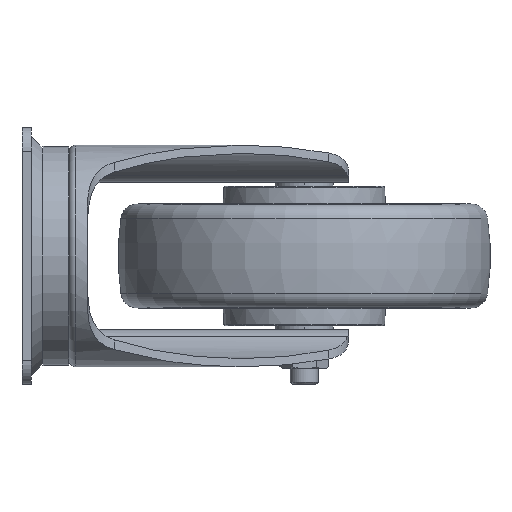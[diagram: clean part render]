
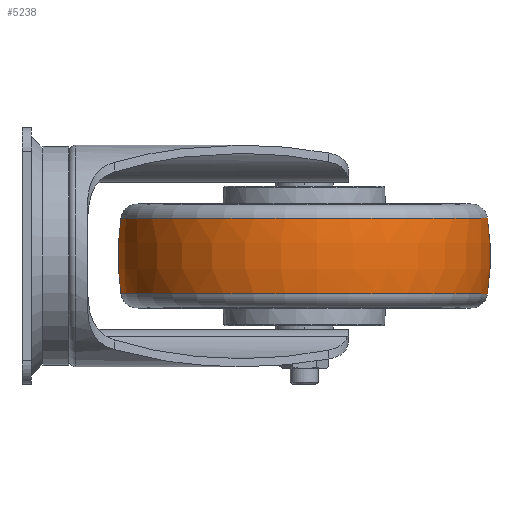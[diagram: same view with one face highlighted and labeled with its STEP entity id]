
A CAD part, left-side view. The second image highlights one B-rep face of the part: STEP entity #5238.
In plain terms, the highlighted toroidal (fillet/blend) face has major radius 30 mm and minor radius 110 mm.
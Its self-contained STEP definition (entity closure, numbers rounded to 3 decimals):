
#618 = CARTESIAN_POINT ( 'NONE',  ( 62., -121., 16.289 ) ) ;
#967 = DIRECTION ( 'NONE',  ( 0.998, 0.071, 0. ) ) ;
#993 = AXIS2_PLACEMENT_3D ( 'NONE', #10899, #8850, #1620 ) ;
#1001 = AXIS2_PLACEMENT_3D ( 'NONE', #5979, #22649, #13533 ) ;
#1620 = DIRECTION ( 'NONE',  ( 0.071, -0.998, 0. ) ) ;
#1664 = CIRCLE ( 'NONE', #17101, 78.787 ) ;
#2795 = EDGE_LOOP ( 'NONE', ( #7619, #16753, #3823, #6607 ) ) ;
#3543 = VERTEX_POINT ( 'NONE', #7618 ) ;
#3823 = ORIENTED_EDGE ( 'NONE', *, *, #7216, .T. ) ;
#4324 = VERTEX_POINT ( 'NONE', #23311 ) ;
#5190 = VERTEX_POINT ( 'NONE', #24050 ) ;
#5238 = ADVANCED_FACE ( 'NONE', ( #11521 ), #12089, .T. ) ;
#5979 = CARTESIAN_POINT ( 'NONE',  ( 62., -121., 0. ) ) ;
#6578 = EDGE_CURVE ( 'NONE', #18167, #3543, #17699, .T. ) ;
#6607 = ORIENTED_EDGE ( 'NONE', *, *, #6578, .F. ) ;
#7076 = EDGE_CURVE ( 'NONE', #4324, #18167, #18487, .T. ) ;
#7216 = EDGE_CURVE ( 'NONE', #5190, #3543, #11583, .T. ) ;
#7618 = CARTESIAN_POINT ( 'NONE',  ( 56.444, -42.409, -16.289 ) ) ;
#7619 = ORIENTED_EDGE ( 'NONE', *, *, #7076, .F. ) ;
#8850 = DIRECTION ( 'NONE',  ( -0.998, -0.071, 0. ) ) ;
#8942 = AXIS2_PLACEMENT_3D ( 'NONE', #23111, #967, #15959 ) ;
#9628 = DIRECTION ( 'NONE',  ( 0., 0., -1. ) ) ;
#9729 = DIRECTION ( 'NONE',  ( 0., 0., -1. ) ) ;
#10899 = CARTESIAN_POINT ( 'NONE',  ( 64.116, -150.925, 0. ) ) ;
#11521 = FACE_OUTER_BOUND ( 'NONE', #2795, .T. ) ;
#11583 = CIRCLE ( 'NONE', #993, 110. ) ;
#11672 = CARTESIAN_POINT ( 'NONE',  ( 62., -121., -16.289 ) ) ;
#12089 = TOROIDAL_SURFACE ( 'NONE', #1001, -30., 110. ) ;
#13257 = CARTESIAN_POINT ( 'NONE',  ( 67.556, -199.591, -16.289 ) ) ;
#13532 = DIRECTION ( 'NONE',  ( -0.071, 0.998, 0. ) ) ;
#13533 = DIRECTION ( 'NONE',  ( -0.071, 0.998, 0. ) ) ;
#15232 = EDGE_CURVE ( 'NONE', #4324, #5190, #1664, .T. ) ;
#15959 = DIRECTION ( 'NONE',  ( -0.071, 0.998, 0. ) ) ;
#16753 = ORIENTED_EDGE ( 'NONE', *, *, #15232, .T. ) ;
#17101 = AXIS2_PLACEMENT_3D ( 'NONE', #618, #9729, #22654 ) ;
#17699 = CIRCLE ( 'NONE', #22881, 78.787 ) ;
#18167 = VERTEX_POINT ( 'NONE', #13257 ) ;
#18487 = CIRCLE ( 'NONE', #8942, 110. ) ;
#22649 = DIRECTION ( 'NONE',  ( 0., 0., -1. ) ) ;
#22654 = DIRECTION ( 'NONE',  ( -0.071, 0.998, 0. ) ) ;
#22881 = AXIS2_PLACEMENT_3D ( 'NONE', #11672, #9628, #13532 ) ;
#23111 = CARTESIAN_POINT ( 'NONE',  ( 59.884, -91.075, 0. ) ) ;
#23311 = CARTESIAN_POINT ( 'NONE',  ( 67.556, -199.591, 16.289 ) ) ;
#24050 = CARTESIAN_POINT ( 'NONE',  ( 56.444, -42.409, 16.289 ) ) ;
